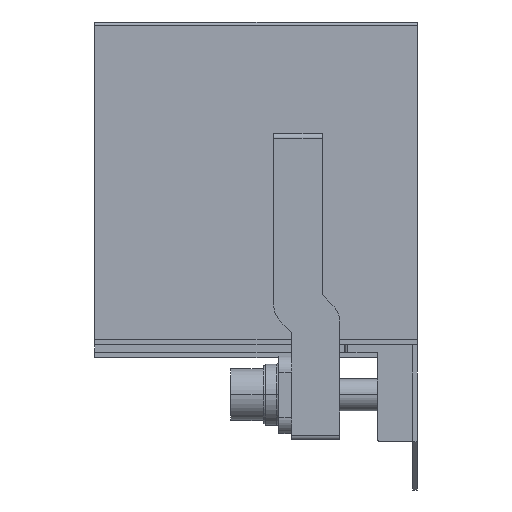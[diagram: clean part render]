
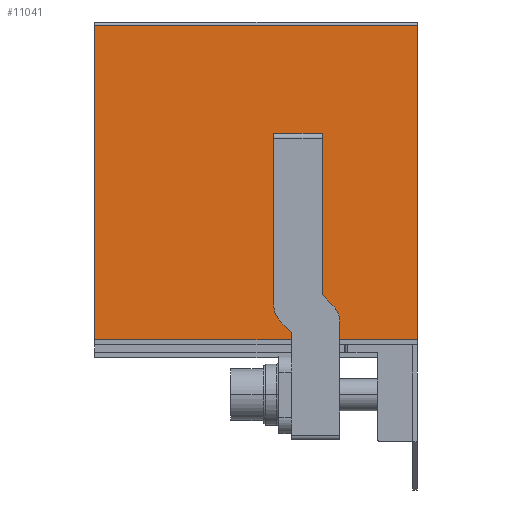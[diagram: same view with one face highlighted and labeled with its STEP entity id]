
A CAD part, left-side view. The second image highlights one B-rep face of the part: STEP entity #11041.
In plain terms, the highlighted planar face has unit normal (-1, 0, 0.003).
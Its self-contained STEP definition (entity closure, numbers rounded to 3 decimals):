
#11014=AXIS2_PLACEMENT_3D('Plane Axis2P3D',#11011,#11012,#11013) ;
#10956=CARTESIAN_POINT('Vertex',(-36.001,100.,368.002)) ;
#10959=CARTESIAN_POINT('Line Origine',(-36.001,50.,368.002)) ;
#10963=CARTESIAN_POINT('Vertex',(-36.001,0.,368.002)) ;
#11011=CARTESIAN_POINT('Axis2P3D Location',(-35.704,0.,468.098)) ;
#11016=CARTESIAN_POINT('Line Origine',(-36.145,100.,319.301)) ;
#11020=CARTESIAN_POINT('Vertex',(-36.289,100.,270.6)) ;
#11023=CARTESIAN_POINT('Line Origine',(-36.289,50.,270.6)) ;
#11027=CARTESIAN_POINT('Vertex',(-36.289,0.,270.6)) ;
#11030=CARTESIAN_POINT('Line Origine',(-36.145,0.,319.301)) ;
#10960=DIRECTION('Vector Direction',(0.,1.,0.)) ;
#11012=DIRECTION('Axis2P3D Direction',(-1.,0.,0.003)) ;
#11013=DIRECTION('Axis2P3D XDirection',(-0.003,0.,-1.)) ;
#11017=DIRECTION('Vector Direction',(0.003,0.,1.)) ;
#11024=DIRECTION('Vector Direction',(0.,1.,0.)) ;
#11031=DIRECTION('Vector Direction',(0.003,0.,1.)) ;
#10961=VECTOR('Line Direction',#10960,1.) ;
#11018=VECTOR('Line Direction',#11017,1.) ;
#11025=VECTOR('Line Direction',#11024,1.) ;
#11032=VECTOR('Line Direction',#11031,1.) ;
#11036=ORIENTED_EDGE('',*,*,#10965,.F.) ;
#11037=ORIENTED_EDGE('',*,*,#11022,.F.) ;
#11038=ORIENTED_EDGE('',*,*,#11029,.F.) ;
#11039=ORIENTED_EDGE('',*,*,#11034,.T.) ;
#11041=ADVANCED_FACE('RA0710002_1PA_001_00_SEPARATORE_DI FASE_100mm',(#11040),#11015,.T.) ;
#10965=EDGE_CURVE('',#10957,#10964,#10962,.F.) ;
#11022=EDGE_CURVE('',#11021,#10957,#11019,.T.) ;
#11029=EDGE_CURVE('',#11028,#11021,#11026,.T.) ;
#11034=EDGE_CURVE('',#11028,#10964,#11033,.T.) ;
#11035=EDGE_LOOP('',(#11036,#11037,#11038,#11039)) ;
#11040=FACE_OUTER_BOUND('',#11035,.T.) ;
#10962=LINE('Line',#10959,#10961) ;
#11019=LINE('Line',#11016,#11018) ;
#11026=LINE('Line',#11023,#11025) ;
#11033=LINE('Line',#11030,#11032) ;
#11015=PLANE('',#11014) ;
#10957=VERTEX_POINT('',#10956) ;
#10964=VERTEX_POINT('',#10963) ;
#11021=VERTEX_POINT('',#11020) ;
#11028=VERTEX_POINT('',#11027) ;
